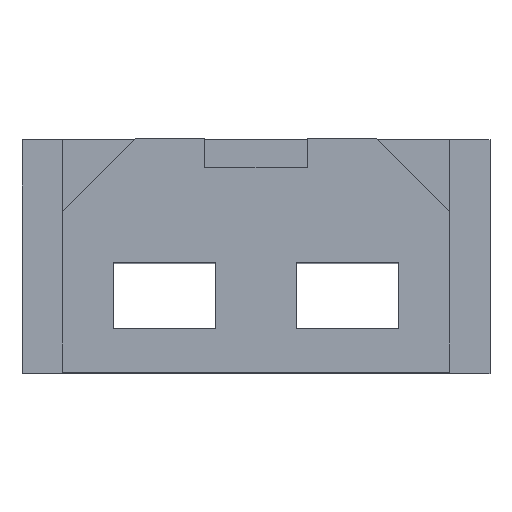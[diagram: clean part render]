
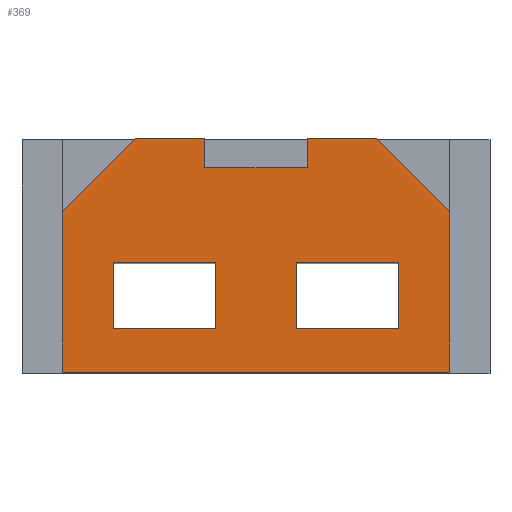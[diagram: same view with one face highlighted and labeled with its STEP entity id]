
A CAD part, top view. The second image highlights one B-rep face of the part: STEP entity #369.
In plain terms, the highlighted planar face has unit normal (0, 0, 1).
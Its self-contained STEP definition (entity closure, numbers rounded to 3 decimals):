
#28 = DIRECTION ( 'NONE',  ( 1., 0., 0. ) ) ;
#30 = VERTEX_POINT ( 'NONE', #1163 ) ;
#34 = ORIENTED_EDGE ( 'NONE', *, *, #1390, .T. ) ;
#36 = ORIENTED_EDGE ( 'NONE', *, *, #806, .T. ) ;
#76 = DIRECTION ( 'NONE',  ( 0., -1., 0. ) ) ;
#115 = VECTOR ( 'NONE', #1741, 1000. ) ;
#117 = ORIENTED_EDGE ( 'NONE', *, *, #283, .F. ) ;
#136 = LINE ( 'NONE', #1954, #355 ) ;
#152 = CARTESIAN_POINT ( 'NONE',  ( -2.65, -1.6, 12.9 ) ) ;
#157 = VECTOR ( 'NONE', #1027, 1000. ) ;
#161 = AXIS2_PLACEMENT_3D ( 'NONE', #1726, #1384, #2025 ) ;
#191 = CARTESIAN_POINT ( 'NONE',  ( -1.95, -0.1, 12.9 ) ) ;
#204 = VECTOR ( 'NONE', #1935, 1000. ) ;
#234 = EDGE_LOOP ( 'NONE', ( #697, #1876, #1428, #36 ) ) ;
#240 = VERTEX_POINT ( 'NONE', #262 ) ;
#252 = CARTESIAN_POINT ( 'NONE',  ( 0.55, -1., 12.9 ) ) ;
#255 = LINE ( 'NONE', #1736, #1038 ) ;
#262 = CARTESIAN_POINT ( 'NONE',  ( 1.95, -0.1, 12.9 ) ) ;
#283 = EDGE_CURVE ( 'NONE', #1162, #1356, #481, .T. ) ;
#325 = ORIENTED_EDGE ( 'NONE', *, *, #1588, .T. ) ;
#330 = VECTOR ( 'NONE', #1413, 1000. ) ;
#337 = CARTESIAN_POINT ( 'NONE',  ( 1.625, 1.625, 12.9 ) ) ;
#355 = VECTOR ( 'NONE', #76, 1000. ) ;
#356 = VERTEX_POINT ( 'NONE', #152 ) ;
#369 = ADVANCED_FACE ( 'NONE', ( #1816, #1939, #798 ), #1221, .T. ) ;
#370 = DIRECTION ( 'NONE',  ( 0., -1., 0. ) ) ;
#379 = LINE ( 'NONE', #1468, #2015 ) ;
#382 = VERTEX_POINT ( 'NONE', #1369 ) ;
#386 = ORIENTED_EDGE ( 'NONE', *, *, #415, .T. ) ;
#402 = VECTOR ( 'NONE', #370, 1000. ) ;
#415 = EDGE_CURVE ( 'NONE', #356, #920, #1018, .T. ) ;
#426 = VECTOR ( 'NONE', #1678, 1000. ) ;
#433 = CARTESIAN_POINT ( 'NONE',  ( 0.55, -0.1, 12.9 ) ) ;
#448 = VECTOR ( 'NONE', #1927, 1000. ) ;
#470 = VECTOR ( 'NONE', #1920, 1000. ) ;
#481 = LINE ( 'NONE', #1707, #1142 ) ;
#488 = CARTESIAN_POINT ( 'NONE',  ( 2.65, -1.6, 12.9 ) ) ;
#503 = DIRECTION ( 'NONE',  ( -0.707, 0.707, 0. ) ) ;
#542 = ORIENTED_EDGE ( 'NONE', *, *, #747, .F. ) ;
#552 = EDGE_CURVE ( 'NONE', #1346, #1629, #379, .T. ) ;
#613 = VERTEX_POINT ( 'NONE', #1314 ) ;
#623 = EDGE_LOOP ( 'NONE', ( #1671, #1664, #1943, #1511 ) ) ;
#637 = CARTESIAN_POINT ( 'NONE',  ( 1.95, -0.1, 12.9 ) ) ;
#640 = VERTEX_POINT ( 'NONE', #1805 ) ;
#641 = DIRECTION ( 'NONE',  ( 0., -1., 0. ) ) ;
#659 = CARTESIAN_POINT ( 'NONE',  ( -0.55, -1., 12.9 ) ) ;
#697 = ORIENTED_EDGE ( 'NONE', *, *, #809, .T. ) ;
#712 = EDGE_CURVE ( 'NONE', #613, #1216, #818, .T. ) ;
#728 = VERTEX_POINT ( 'NONE', #989 ) ;
#729 = CARTESIAN_POINT ( 'NONE',  ( 1.65, 1.6, 12.9 ) ) ;
#730 = VERTEX_POINT ( 'NONE', #2034 ) ;
#738 = ORIENTED_EDGE ( 'NONE', *, *, #928, .F. ) ;
#747 = EDGE_CURVE ( 'NONE', #730, #1162, #1355, .T. ) ;
#782 = CARTESIAN_POINT ( 'NONE',  ( 2.65, 1.6, 12.9 ) ) ;
#798 = FACE_OUTER_BOUND ( 'NONE', #894, .T. ) ;
#806 = EDGE_CURVE ( 'NONE', #640, #853, #1682, .T. ) ;
#809 = EDGE_CURVE ( 'NONE', #853, #1039, #1524, .T. ) ;
#812 = LINE ( 'NONE', #1611, #1179 ) ;
#818 = LINE ( 'NONE', #337, #1783 ) ;
#832 = DIRECTION ( 'NONE',  ( 0., -1., 0. ) ) ;
#846 = LINE ( 'NONE', #1592, #330 ) ;
#853 = VERTEX_POINT ( 'NONE', #1742 ) ;
#891 = LINE ( 'NONE', #1768, #470 ) ;
#894 = EDGE_LOOP ( 'NONE', ( #117, #542, #738, #34, #2043, #325, #386, #1525, #1958, #1673 ) ) ;
#918 = EDGE_CURVE ( 'NONE', #1216, #1356, #891, .T. ) ;
#920 = VERTEX_POINT ( 'NONE', #488 ) ;
#928 = EDGE_CURVE ( 'NONE', #1408, #730, #255, .T. ) ;
#952 = CARTESIAN_POINT ( 'NONE',  ( -2.65, 1.6, 12.9 ) ) ;
#989 = CARTESIAN_POINT ( 'NONE',  ( -0.55, -0.1, 12.9 ) ) ;
#993 = VECTOR ( 'NONE', #28, 1000. ) ;
#1018 = LINE ( 'NONE', #1911, #1905 ) ;
#1027 = DIRECTION ( 'NONE',  ( -1., 0., 0. ) ) ;
#1038 = VECTOR ( 'NONE', #641, 1000. ) ;
#1039 = VERTEX_POINT ( 'NONE', #1141 ) ;
#1059 = EDGE_CURVE ( 'NONE', #382, #30, #812, .T. ) ;
#1078 = DIRECTION ( 'NONE',  ( 0., 1., 0. ) ) ;
#1086 = EDGE_CURVE ( 'NONE', #240, #1346, #2019, .T. ) ;
#1141 = CARTESIAN_POINT ( 'NONE',  ( -1.95, -0.1, 12.9 ) ) ;
#1142 = VECTOR ( 'NONE', #1078, 1000. ) ;
#1145 = CARTESIAN_POINT ( 'NONE',  ( -0.7, 1.197, 12.9 ) ) ;
#1162 = VERTEX_POINT ( 'NONE', #1999 ) ;
#1163 = CARTESIAN_POINT ( 'NONE',  ( -2.65, 0.6, 12.9 ) ) ;
#1179 = VECTOR ( 'NONE', #1446, 1000. ) ;
#1199 = CARTESIAN_POINT ( 'NONE',  ( 0.55, -0.1, 12.9 ) ) ;
#1216 = VERTEX_POINT ( 'NONE', #729 ) ;
#1221 = PLANE ( 'NONE',  #161 ) ;
#1226 = LINE ( 'NONE', #252, #426 ) ;
#1314 = CARTESIAN_POINT ( 'NONE',  ( 2.65, 0.6, 12.9 ) ) ;
#1346 = VERTEX_POINT ( 'NONE', #433 ) ;
#1355 = LINE ( 'NONE', #1145, #993 ) ;
#1356 = VERTEX_POINT ( 'NONE', #1407 ) ;
#1367 = EDGE_CURVE ( 'NONE', #1039, #728, #846, .T. ) ;
#1369 = CARTESIAN_POINT ( 'NONE',  ( -1.65, 1.6, 12.9 ) ) ;
#1384 = DIRECTION ( 'NONE',  ( 0., 0., 1. ) ) ;
#1390 = EDGE_CURVE ( 'NONE', #1408, #382, #1881, .T. ) ;
#1399 = VECTOR ( 'NONE', #1598, 1000. ) ;
#1407 = CARTESIAN_POINT ( 'NONE',  ( 0.7, 1.6, 12.9 ) ) ;
#1408 = VERTEX_POINT ( 'NONE', #1746 ) ;
#1411 = EDGE_CURVE ( 'NONE', #1416, #240, #1663, .T. ) ;
#1413 = DIRECTION ( 'NONE',  ( 1., 0., 0. ) ) ;
#1416 = VERTEX_POINT ( 'NONE', #1925 ) ;
#1428 = ORIENTED_EDGE ( 'NONE', *, *, #1540, .T. ) ;
#1446 = DIRECTION ( 'NONE',  ( -0.707, -0.707, 0. ) ) ;
#1447 = VECTOR ( 'NONE', #1891, 1000. ) ;
#1468 = CARTESIAN_POINT ( 'NONE',  ( 0.55, -0.1, 12.9 ) ) ;
#1497 = LINE ( 'NONE', #782, #1447 ) ;
#1511 = ORIENTED_EDGE ( 'NONE', *, *, #1086, .F. ) ;
#1524 = LINE ( 'NONE', #191, #448 ) ;
#1525 = ORIENTED_EDGE ( 'NONE', *, *, #2023, .T. ) ;
#1540 = EDGE_CURVE ( 'NONE', #728, #640, #2039, .T. ) ;
#1588 = EDGE_CURVE ( 'NONE', #30, #356, #136, .T. ) ;
#1592 = CARTESIAN_POINT ( 'NONE',  ( -0.55, -0.1, 12.9 ) ) ;
#1598 = DIRECTION ( 'NONE',  ( 0., 1., 0. ) ) ;
#1611 = CARTESIAN_POINT ( 'NONE',  ( -1.625, 1.625, 12.9 ) ) ;
#1629 = VERTEX_POINT ( 'NONE', #2004 ) ;
#1637 = CARTESIAN_POINT ( 'NONE',  ( -0.55, -0.1, 12.9 ) ) ;
#1663 = LINE ( 'NONE', #637, #1399 ) ;
#1664 = ORIENTED_EDGE ( 'NONE', *, *, #1750, .F. ) ;
#1671 = ORIENTED_EDGE ( 'NONE', *, *, #1411, .F. ) ;
#1673 = ORIENTED_EDGE ( 'NONE', *, *, #918, .T. ) ;
#1678 = DIRECTION ( 'NONE',  ( 1., 0., 0. ) ) ;
#1682 = LINE ( 'NONE', #659, #204 ) ;
#1707 = CARTESIAN_POINT ( 'NONE',  ( 0.7, 1.197, 12.9 ) ) ;
#1726 = CARTESIAN_POINT ( 'NONE',  ( 0., 0., 12.9 ) ) ;
#1736 = CARTESIAN_POINT ( 'NONE',  ( -0.7, 1.197, 12.9 ) ) ;
#1741 = DIRECTION ( 'NONE',  ( -1., 0., 0. ) ) ;
#1742 = CARTESIAN_POINT ( 'NONE',  ( -1.95, -1., 12.9 ) ) ;
#1743 = DIRECTION ( 'NONE',  ( 1., 0., 0. ) ) ;
#1746 = CARTESIAN_POINT ( 'NONE',  ( -0.7, 1.6, 12.9 ) ) ;
#1750 = EDGE_CURVE ( 'NONE', #1629, #1416, #1226, .T. ) ;
#1768 = CARTESIAN_POINT ( 'NONE',  ( -2.65, 1.6, 12.9 ) ) ;
#1783 = VECTOR ( 'NONE', #503, 1000. ) ;
#1805 = CARTESIAN_POINT ( 'NONE',  ( -0.55, -1., 12.9 ) ) ;
#1816 = FACE_BOUND ( 'NONE', #234, .T. ) ;
#1876 = ORIENTED_EDGE ( 'NONE', *, *, #1367, .T. ) ;
#1881 = LINE ( 'NONE', #952, #115 ) ;
#1891 = DIRECTION ( 'NONE',  ( 0., 1., 0. ) ) ;
#1905 = VECTOR ( 'NONE', #1743, 1000. ) ;
#1911 = CARTESIAN_POINT ( 'NONE',  ( -2.65, -1.6, 12.9 ) ) ;
#1920 = DIRECTION ( 'NONE',  ( -1., 0., 0. ) ) ;
#1925 = CARTESIAN_POINT ( 'NONE',  ( 1.95, -1., 12.9 ) ) ;
#1927 = DIRECTION ( 'NONE',  ( 0., 1., 0. ) ) ;
#1935 = DIRECTION ( 'NONE',  ( -1., 0., 0. ) ) ;
#1939 = FACE_BOUND ( 'NONE', #623, .T. ) ;
#1943 = ORIENTED_EDGE ( 'NONE', *, *, #552, .F. ) ;
#1954 = CARTESIAN_POINT ( 'NONE',  ( -2.65, 1.6, 12.9 ) ) ;
#1958 = ORIENTED_EDGE ( 'NONE', *, *, #712, .T. ) ;
#1999 = CARTESIAN_POINT ( 'NONE',  ( 0.7, 1.197, 12.9 ) ) ;
#2004 = CARTESIAN_POINT ( 'NONE',  ( 0.55, -1., 12.9 ) ) ;
#2015 = VECTOR ( 'NONE', #832, 1000. ) ;
#2019 = LINE ( 'NONE', #1199, #157 ) ;
#2023 = EDGE_CURVE ( 'NONE', #920, #613, #1497, .T. ) ;
#2025 = DIRECTION ( 'NONE',  ( 1., 0., 0. ) ) ;
#2034 = CARTESIAN_POINT ( 'NONE',  ( -0.7, 1.197, 12.9 ) ) ;
#2039 = LINE ( 'NONE', #1637, #402 ) ;
#2043 = ORIENTED_EDGE ( 'NONE', *, *, #1059, .T. ) ;
